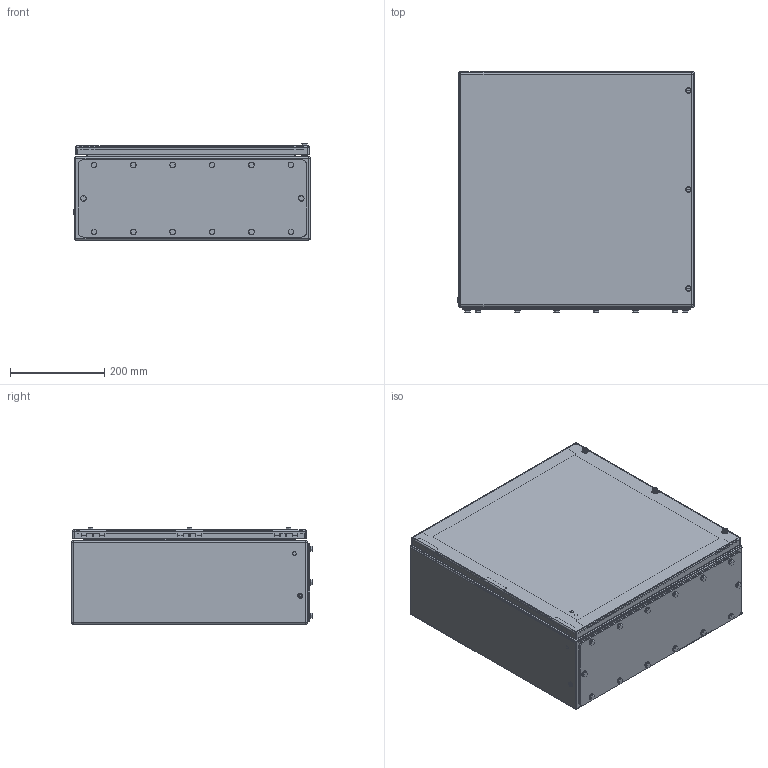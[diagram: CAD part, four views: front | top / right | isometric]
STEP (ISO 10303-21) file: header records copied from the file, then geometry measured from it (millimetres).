
FILE_DESCRIPTION(('CATIA V5R22 STEP214','CAx-IF Rec.Pracs.--- Model Styling and Organization---1.4--- 2014-01-23'),'2;1');
FILE_NAME ('1320869-4_2_8000071024_LD_8000071024_KEBX_HS_505020_S4B1_AK.stp','2022-02-04T09:16:22+00:00',('none'),('Weidmueller'),'CATIA Version 5-6 Release 2016 SP3 HF44','CATIA V5 STEP AP214','none');
FILE_SCHEMA(('AUTOMOTIVE_DESIGN { 1 0 10303 214 1 1 1 1 }'));
Products named in the file (1): HS KEBX 500X500X200 1GP
Bounding box: 501.5 x 510.25 x 207.1 mm (x, y, z)
Volume: 2311357.5 mm3; surface area: 2612802 mm2
Topology: 101 solids, 101 shells, 2203 faces, 5393 edges, 3515 vertices
Faces by surface type: plane 1237, cylinder 767, cone 78, bspline 61, torus 36, sphere 24
Entity records: 73011 total; most frequent: CARTESIAN_POINT 23557, ORIENTED_EDGE 10702, DIRECTION 8558, EDGE_CURVE 5351, VERTEX_POINT 3515, AXIS2_PLACEMENT_3D 3250, VECTOR 3167, LINE 3167
